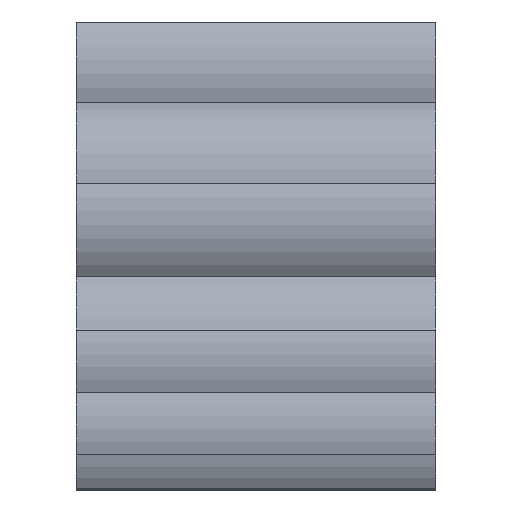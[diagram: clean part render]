
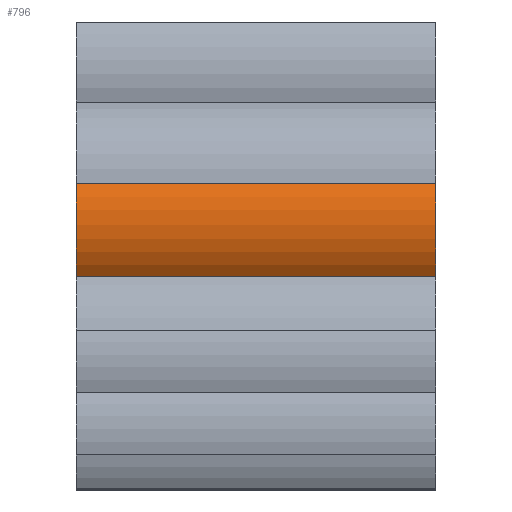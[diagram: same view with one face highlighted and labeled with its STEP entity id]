
A CAD part, top view. The second image highlights one B-rep face of the part: STEP entity #796.
In plain terms, the highlighted cylindrical face has radius 50 mm (diameter 100 mm), a partial arc.
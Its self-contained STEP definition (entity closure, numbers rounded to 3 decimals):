
#19=CYLINDRICAL_SURFACE('',#865,50.);
#26=CIRCLE('',#849,50.);
#32=CIRCLE('',#858,50.);
#45=FACE_OUTER_BOUND('',#86,.T.);
#86=EDGE_LOOP('',(#625,#626,#627,#628));
#190=LINE('',#1286,#293);
#191=LINE('',#1288,#294);
#293=VECTOR('',#1017,10.);
#294=VECTOR('',#1020,10.);
#344=VERTEX_POINT('',#1157);
#345=VERTEX_POINT('',#1159);
#390=VERTEX_POINT('',#1255);
#391=VERTEX_POINT('',#1257);
#424=EDGE_CURVE('',#345,#344,#26,.T.);
#473=EDGE_CURVE('',#391,#390,#32,.T.);
#488=EDGE_CURVE('',#344,#391,#190,.T.);
#489=EDGE_CURVE('',#345,#390,#191,.T.);
#625=ORIENTED_EDGE('',*,*,#424,.T.);
#626=ORIENTED_EDGE('',*,*,#488,.T.);
#627=ORIENTED_EDGE('',*,*,#473,.T.);
#628=ORIENTED_EDGE('',*,*,#489,.F.);
#796=ADVANCED_FACE('',(#45),#19,.T.);
#849=AXIS2_PLACEMENT_3D('',#1160,#931,#932);
#858=AXIS2_PLACEMENT_3D('',#1258,#992,#993);
#865=AXIS2_PLACEMENT_3D('',#1287,#1018,#1019);
#931=DIRECTION('center_axis',(1.,0.,0.));
#932=DIRECTION('ref_axis',(0.,0.427,0.904));
#992=DIRECTION('center_axis',(-1.,0.,0.));
#993=DIRECTION('ref_axis',(0.,0.427,0.904));
#1017=DIRECTION('',(1.,0.,0.));
#1018=DIRECTION('center_axis',(1.,0.,0.));
#1019=DIRECTION('ref_axis',(0.,0.427,0.904));
#1020=DIRECTION('',(1.,0.,0.));
#1157=CARTESIAN_POINT('',(-200.,118.036,34.29));
#1159=CARTESIAN_POINT('',(-200.,170.,40.));
#1160=CARTESIAN_POINT('Origin',(-200.,148.674,-5.224));
#1255=CARTESIAN_POINT('',(0.,170.,40.));
#1257=CARTESIAN_POINT('',(0.,118.036,34.29));
#1258=CARTESIAN_POINT('Origin',(0.,148.674,-5.224));
#1286=CARTESIAN_POINT('',(-200.,118.036,34.29));
#1287=CARTESIAN_POINT('Origin',(-200.,148.674,-5.224));
#1288=CARTESIAN_POINT('',(-200.,170.,40.));
